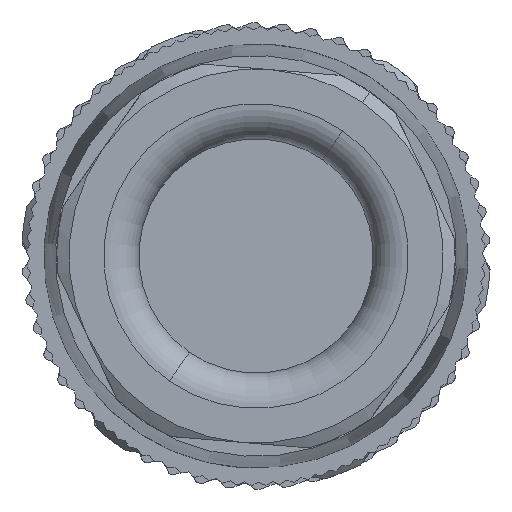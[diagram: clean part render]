
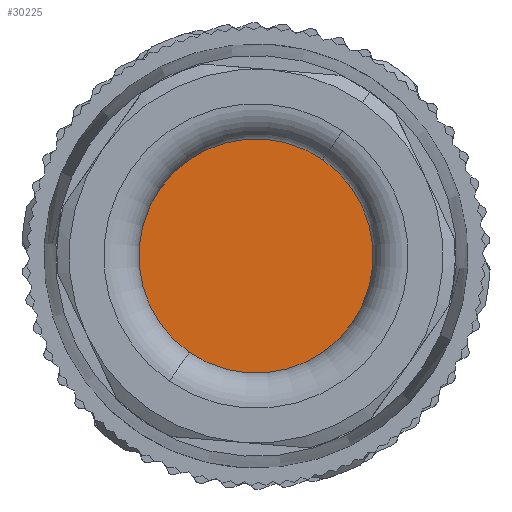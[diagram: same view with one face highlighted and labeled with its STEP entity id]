
A CAD part, left-side view. The second image highlights one B-rep face of the part: STEP entity #30225.
In plain terms, the highlighted planar face has unit normal (-1, 0, 0).
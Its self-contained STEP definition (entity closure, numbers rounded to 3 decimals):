
#12435=CARTESIAN_POINT('',(-66.873,-21.422,0.));
#12436=DIRECTION('',(-1.,0.,0.));
#12437=DIRECTION('',(0.,-0.569,0.822));
#12438=AXIS2_PLACEMENT_3D('',#12435,#12436,#12437);
#12440=CARTESIAN_POINT('',(-66.873,-21.422,0.));
#12441=DIRECTION('',(-1.,0.,0.));
#12442=DIRECTION('',(0.,0.569,-0.822));
#12443=AXIS2_PLACEMENT_3D('',#12440,#12441,#12442);
#13573=CARTESIAN_POINT('',(-66.873,-18.575,
-4.11));
#13574=CARTESIAN_POINT('',(-66.873,-24.269,
4.11));
#13575=VERTEX_POINT('',#13573);
#13576=VERTEX_POINT('',#13574);
#30216=CARTESIAN_POINT('',(-66.873,-21.422,0.));
#30217=DIRECTION('',(-1.,0.,0.));
#30218=DIRECTION('',(0.,0.,1.));
#30219=AXIS2_PLACEMENT_3D('',#30216,#30217,#30218);
#30220=PLANE('',#30219);
#30221=ORIENTED_EDGE('',*,*,#30195,.F.);
#30222=ORIENTED_EDGE('',*,*,#30210,.F.);
#30223=EDGE_LOOP('',(#30221,#30222));
#30224=FACE_OUTER_BOUND('',#30223,.F.);
#30225=ADVANCED_FACE('',(#30224),#30220,.T.);
#12439=CIRCLE('',#12438,5.);
#12444=CIRCLE('',#12443,5.);
#30195=EDGE_CURVE('',#13576,#13575,#12439,.T.);
#30210=EDGE_CURVE('',#13575,#13576,#12444,.T.);
